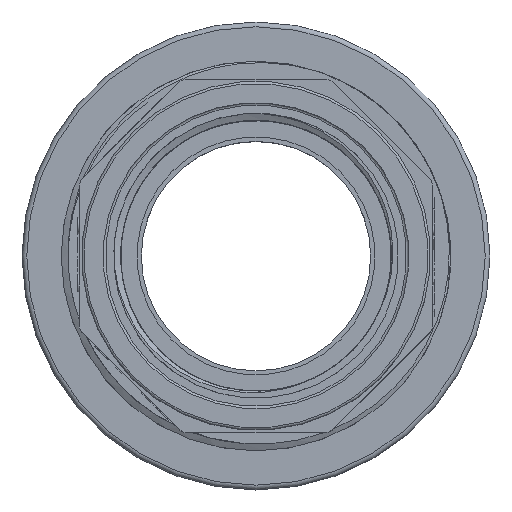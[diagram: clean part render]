
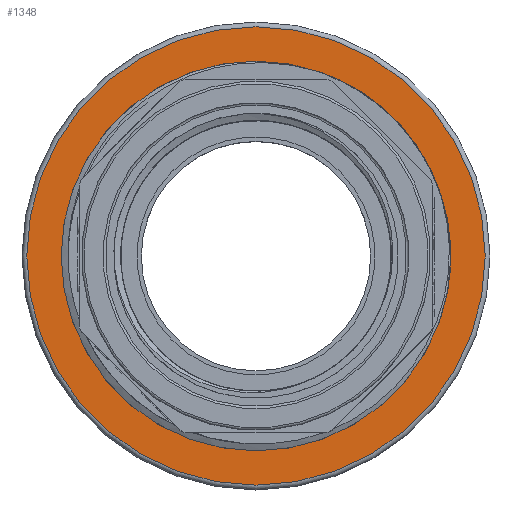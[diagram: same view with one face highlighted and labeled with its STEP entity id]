
A CAD part, top view. The second image highlights one B-rep face of the part: STEP entity #1348.
In plain terms, the highlighted planar face has unit normal (0, 0, 1).
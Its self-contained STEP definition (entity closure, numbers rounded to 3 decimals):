
#1348=ADVANCED_FACE('',(#2989,#2990),#2183,.T.);
#2183=PLANE('',#16073);
#2751=CIRCLE('',#16070,40.767);
#2752=CIRCLE('',#16072,47.95);
#2989=FACE_BOUND('',#3181,.T.);
#2990=FACE_BOUND('',#3182,.T.);
#3181=EDGE_LOOP('',(#5571));
#3182=EDGE_LOOP('',(#5572));
#5571=ORIENTED_EDGE('',*,*,#11492,.T.);
#5572=ORIENTED_EDGE('',*,*,#11491,.T.);
#9954=VERTEX_POINT('',#25184);
#9955=VERTEX_POINT('',#25877);
#11491=EDGE_CURVE('',#9954,#9954,#2751,.T.);
#11492=EDGE_CURVE('',#9955,#9955,#2752,.T.);
#16070=AXIS2_PLACEMENT_3D('',#25183,#17367,#17368);
#16072=AXIS2_PLACEMENT_3D('',#25876,#17371,#17372);
#16073=AXIS2_PLACEMENT_3D('',#25878,#17373,#17374);
#17367=DIRECTION('',(0.,0.,-1.));
#17368=DIRECTION('',(1.,0.,0.));
#17371=DIRECTION('',(0.,0.,1.));
#17372=DIRECTION('',(1.,0.,0.));
#17373=DIRECTION('',(0.,0.,1.));
#17374=DIRECTION('',(-1.,0.,0.));
#25183=CARTESIAN_POINT('',(1511.,160.,30.617));
#25184=CARTESIAN_POINT('',(1551.767,160.,30.617));
#25876=CARTESIAN_POINT('',(1511.,160.,30.617));
#25877=CARTESIAN_POINT('',(1558.95,160.,30.617));
#25878=CARTESIAN_POINT('',(1511.,160.,30.617));
